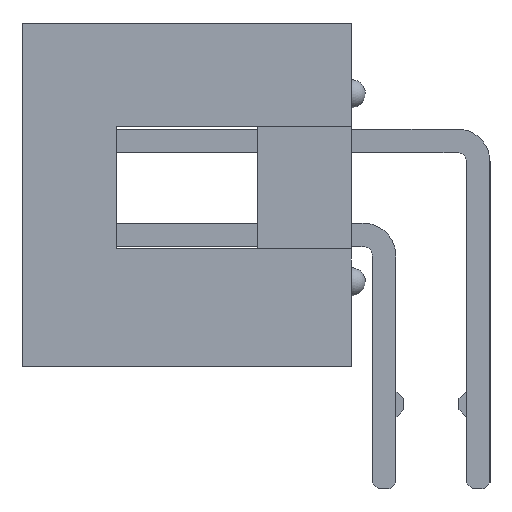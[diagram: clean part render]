
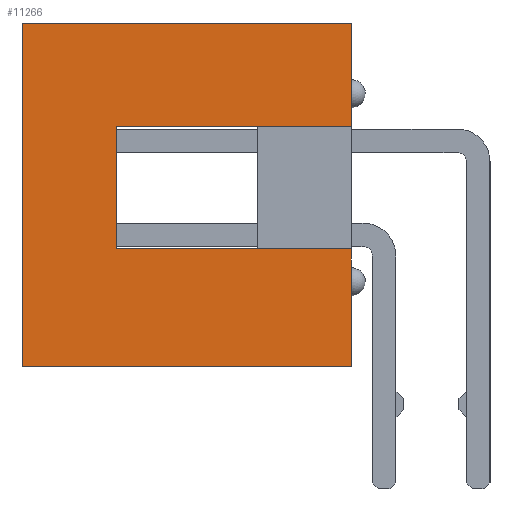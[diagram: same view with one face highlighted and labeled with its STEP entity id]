
A CAD part, left-side view. The second image highlights one B-rep face of the part: STEP entity #11266.
In plain terms, the highlighted planar face has unit normal (-1, 0, 0).
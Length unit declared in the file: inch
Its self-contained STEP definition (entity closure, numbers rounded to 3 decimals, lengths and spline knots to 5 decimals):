
#332=ORIENTED_EDGE('',*,*,#3662,.F.);
#333=ORIENTED_EDGE('',*,*,#3688,.F.);
#334=ORIENTED_EDGE('',*,*,#3685,.F.);
#335=ORIENTED_EDGE('',*,*,#3709,.F.);
#336=ORIENTED_EDGE('',*,*,#3710,.T.);
#337=ORIENTED_EDGE('',*,*,#3711,.T.);
#338=ORIENTED_EDGE('',*,*,#3681,.F.);
#339=ORIENTED_EDGE('',*,*,#3701,.F.);
#3662=EDGE_CURVE('',#5358,#5338,#6490,.T.);
#3681=EDGE_CURVE('',#5377,#5378,#6505,.T.);
#3685=EDGE_CURVE('',#5381,#5382,#6509,.T.);
#3688=EDGE_CURVE('',#5382,#5358,#6512,.T.);
#3701=EDGE_CURVE('',#5338,#5377,#6525,.T.);
#3709=EDGE_CURVE('',#5392,#5381,#6533,.T.);
#3710=EDGE_CURVE('',#5392,#5393,#6534,.T.);
#3711=EDGE_CURVE('',#5393,#5378,#6535,.T.);
#5338=VERTEX_POINT('',#15581);
#5358=VERTEX_POINT('',#15622);
#5377=VERTEX_POINT('',#15661);
#5378=VERTEX_POINT('',#15663);
#5381=VERTEX_POINT('',#15669);
#5382=VERTEX_POINT('',#15671);
#5392=VERTEX_POINT('',#15713);
#5393=VERTEX_POINT('',#15715);
#6490=LINE('',#15623,#8056);
#6505=LINE('',#15662,#8071);
#6509=LINE('',#15670,#8075);
#6512=LINE('',#15675,#8078);
#6525=LINE('',#15698,#8091);
#6533=LINE('',#15712,#8099);
#6534=LINE('',#15714,#8100);
#6535=LINE('',#15716,#8101);
#8056=VECTOR('',#12613,39.37008);
#8071=VECTOR('',#12638,39.37008);
#8075=VECTOR('',#12642,39.37008);
#8078=VECTOR('',#12647,39.37008);
#8091=VECTOR('',#12670,39.37008);
#8099=VECTOR('',#12682,39.37008);
#8100=VECTOR('',#12683,39.37008);
#8101=VECTOR('',#12684,39.37008);
#9608=EDGE_LOOP('',(#332,#333,#334,#335,#336,#337,#338,#339));
#10186=FACE_BOUND('',#9608,.T.);
#10760=PLANE('',#11882);
#11266=ADVANCED_FACE('',(#10186),#10760,.F.);
#11882=AXIS2_PLACEMENT_3D('',#15711,#12680,#12681);
#12613=DIRECTION('',(0.,0.,1.));
#12638=DIRECTION('',(0.,0.,-1.));
#12642=DIRECTION('',(0.,0.,-1.));
#12647=DIRECTION('',(0.,1.,0.));
#12670=DIRECTION('',(0.,-1.,0.));
#12680=DIRECTION('',(1.,0.,0.));
#12681=DIRECTION('',(0.,0.,-1.));
#12682=DIRECTION('',(0.,-1.,0.));
#12683=DIRECTION('',(0.,0.,1.));
#12684=DIRECTION('',(0.,-1.,0.));
#15581=CARTESIAN_POINT('',(-0.875,0.35,0.175));
#15622=CARTESIAN_POINT('',(-0.875,0.35,-0.19));
#15623=CARTESIAN_POINT('',(-0.875,0.35,-0.19));
#15661=CARTESIAN_POINT('',(-0.875,0.,0.175));
#15662=CARTESIAN_POINT('',(-0.875,0.,0.175));
#15663=CARTESIAN_POINT('',(-0.875,0.,0.065));
#15669=CARTESIAN_POINT('',(-0.875,0.,-0.065));
#15670=CARTESIAN_POINT('',(-0.875,0.,0.175));
#15671=CARTESIAN_POINT('',(-0.875,0.,-0.19));
#15675=CARTESIAN_POINT('',(-0.875,0.,-0.19));
#15698=CARTESIAN_POINT('',(-0.875,0.35,0.175));
#15711=CARTESIAN_POINT('',(-0.875,0.,0.));
#15712=CARTESIAN_POINT('',(-0.875,0.25,-0.065));
#15713=CARTESIAN_POINT('',(-0.875,0.25,-0.065));
#15714=CARTESIAN_POINT('',(-0.875,0.25,0.));
#15715=CARTESIAN_POINT('',(-0.875,0.25,0.065));
#15716=CARTESIAN_POINT('',(-0.875,0.25,0.065));
